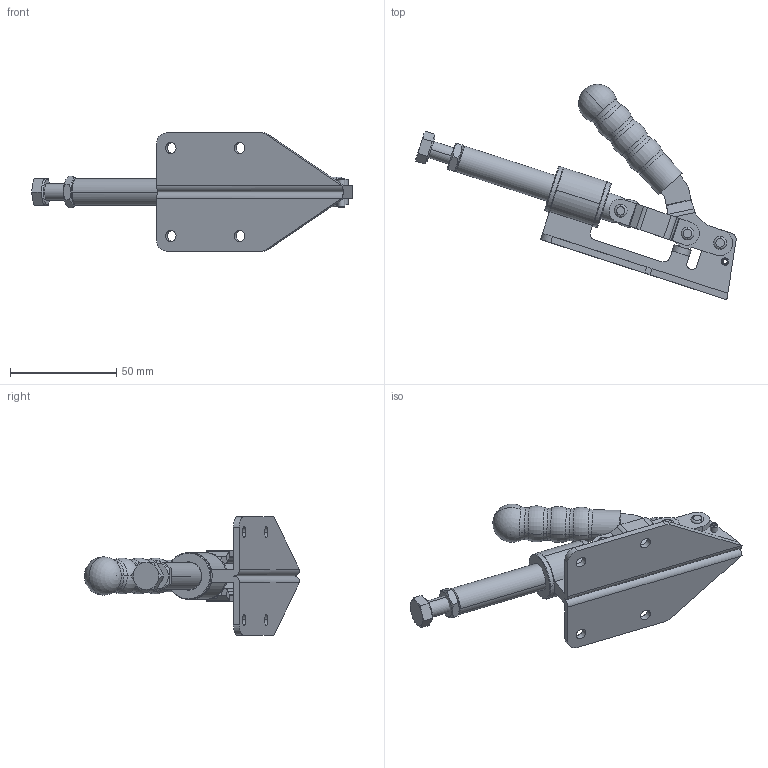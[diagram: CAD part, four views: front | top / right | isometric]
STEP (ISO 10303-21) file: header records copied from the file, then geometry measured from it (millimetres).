
FILE_DESCRIPTION (( 'STEP AP203' ), '1' );
FILE_NAME ('HS-36092 .STEP', '2019-08-07T07:22:28', ( '微软用户' ), ( '微软中国' ), 'SwSTEP 2.0', 'SolidWorks 2012', '' );
FILE_SCHEMA (( 'CONFIG_CONTROL_DESIGN' ));
Length unit declared in the file: millimetre
Products named in the file (14): HS-36092 ; 騵艦杶; 36092粣杶; spring pin slotted heavy duty1 gb_GB_PARALLEL_PINS_TYPE6 3.5X14; 菁釱1; hexagon head bolts-full thread gb_GB_FASTENER_BOLT_STBAB A M8X35-N; hex thin nuts-grades ab-chamfered gb_GB_FASTENER_NUT_STNAB M8-N; 种2; 挴裝; 种1; 忒梟酘; 忒梟衵; 忒參; 蟀裝
Assembly tree (16 placements, depth 2):
  HS-36092 
    蟀裝  x2
    忒參
    忒梟衵
    忒梟酘
    种1
    挴裝
    种2  x2
    hex thin nuts-grades ab-chamfered gb_GB_FASTENER_NUT_STNAB M8-N
    hexagon head bolts-full thread gb_GB_FASTENER_BOLT_STBAB A M8X35-N
    菁釱1
    spring pin slotted heavy duty1 gb_GB_PARALLEL_PINS_TYPE6 3.5X14
    36092粣杶
    騵艦杶  x2
Bounding box: 150.57 x 101.18 x 55.6 mm (x, y, z)
Volume: 55867 mm3; surface area: 35738.6 mm2
Topology: 16 solids, 16 shells, 781 faces, 1985 edges, 1265 vertices
Faces by surface type: plane 385, bspline 165, cylinder 139, cone 58, torus 32, sphere 2
Entity records: 31494 total; most frequent: CARTESIAN_POINT 13405, ORIENTED_EDGE 3688, DIRECTION 2938, EDGE_CURVE 1844, VERTEX_POINT 1186, VECTOR 1108, LINE 1108, AXIS2_PLACEMENT_3D 915
